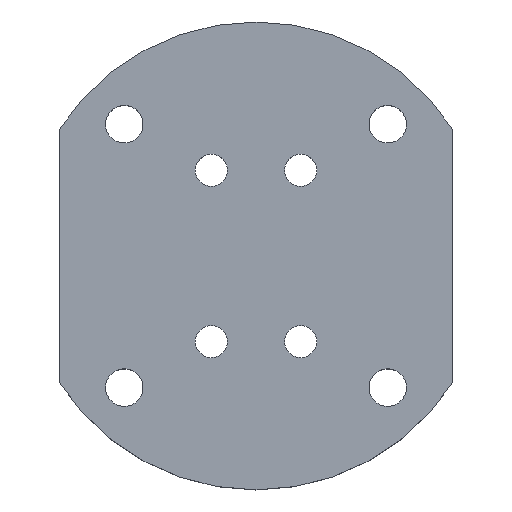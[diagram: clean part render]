
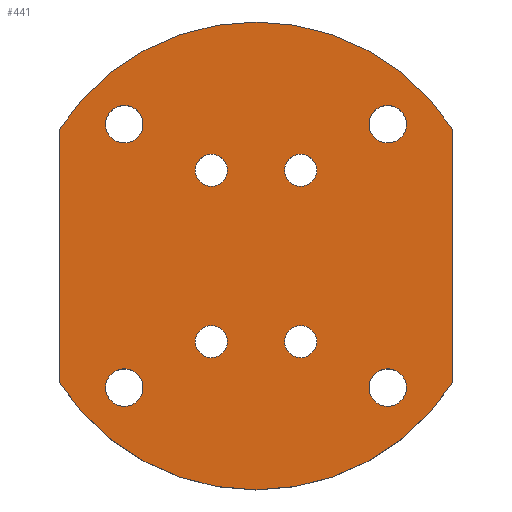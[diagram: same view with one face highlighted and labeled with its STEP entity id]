
A CAD part, top view. The second image highlights one B-rep face of the part: STEP entity #441.
In plain terms, the highlighted planar face has unit normal (0, 0, 1).
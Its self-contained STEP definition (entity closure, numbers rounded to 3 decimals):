
#15=FACE_BOUND('',#74,.T.);
#16=FACE_BOUND('',#75,.T.);
#17=FACE_BOUND('',#76,.T.);
#18=FACE_BOUND('',#77,.T.);
#19=FACE_BOUND('',#78,.T.);
#20=FACE_BOUND('',#79,.T.);
#21=FACE_BOUND('',#80,.T.);
#22=FACE_BOUND('',#81,.T.);
#35=PLANE('',#475);
#49=FACE_OUTER_BOUND('',#73,.T.);
#73=EDGE_LOOP('',(#325,#326,#327,#328));
#74=EDGE_LOOP('',(#329));
#75=EDGE_LOOP('',(#330));
#76=EDGE_LOOP('',(#331));
#77=EDGE_LOOP('',(#332));
#78=EDGE_LOOP('',(#333));
#79=EDGE_LOOP('',(#334));
#80=EDGE_LOOP('',(#335));
#81=EDGE_LOOP('',(#336));
#113=LINE('',#679,#145);
#117=LINE('',#688,#149);
#145=VECTOR('',#545,10.);
#149=VECTOR('',#551,10.);
#174=CIRCLE('',#463,2.15);
#176=CIRCLE('',#466,2.15);
#178=CIRCLE('',#469,2.15);
#180=CIRCLE('',#472,2.15);
#181=CIRCLE('',#476,31.4);
#182=CIRCLE('',#477,31.4);
#183=CIRCLE('',#478,2.518);
#184=CIRCLE('',#479,2.518);
#185=CIRCLE('',#480,2.518);
#186=CIRCLE('',#481,2.518);
#202=VERTEX_POINT('',#655);
#204=VERTEX_POINT('',#661);
#206=VERTEX_POINT('',#667);
#208=VERTEX_POINT('',#673);
#209=VERTEX_POINT('',#677);
#210=VERTEX_POINT('',#678);
#213=VERTEX_POINT('',#686);
#214=VERTEX_POINT('',#687);
#217=VERTEX_POINT('',#697);
#218=VERTEX_POINT('',#699);
#219=VERTEX_POINT('',#701);
#220=VERTEX_POINT('',#703);
#243=EDGE_CURVE('',#202,#202,#174,.T.);
#246=EDGE_CURVE('',#204,#204,#176,.T.);
#249=EDGE_CURVE('',#206,#206,#178,.T.);
#252=EDGE_CURVE('',#208,#208,#180,.T.);
#253=EDGE_CURVE('',#209,#210,#113,.T.);
#257=EDGE_CURVE('',#213,#214,#117,.T.);
#261=EDGE_CURVE('',#210,#213,#181,.T.);
#262=EDGE_CURVE('',#214,#209,#182,.T.);
#263=EDGE_CURVE('',#217,#217,#183,.T.);
#264=EDGE_CURVE('',#218,#218,#184,.T.);
#265=EDGE_CURVE('',#219,#219,#185,.T.);
#266=EDGE_CURVE('',#220,#220,#186,.T.);
#325=ORIENTED_EDGE('',*,*,#253,.T.);
#326=ORIENTED_EDGE('',*,*,#261,.T.);
#327=ORIENTED_EDGE('',*,*,#257,.T.);
#328=ORIENTED_EDGE('',*,*,#262,.T.);
#329=ORIENTED_EDGE('',*,*,#243,.T.);
#330=ORIENTED_EDGE('',*,*,#246,.T.);
#331=ORIENTED_EDGE('',*,*,#249,.T.);
#332=ORIENTED_EDGE('',*,*,#252,.T.);
#333=ORIENTED_EDGE('',*,*,#263,.T.);
#334=ORIENTED_EDGE('',*,*,#264,.T.);
#335=ORIENTED_EDGE('',*,*,#265,.T.);
#336=ORIENTED_EDGE('',*,*,#266,.T.);
#441=ADVANCED_FACE('',(#49,#15,#16,#17,#18,#19,#20,#21,#22),#35,.T.);
#463=AXIS2_PLACEMENT_3D('',#657,#520,#521);
#466=AXIS2_PLACEMENT_3D('',#663,#527,#528);
#469=AXIS2_PLACEMENT_3D('',#669,#534,#535);
#472=AXIS2_PLACEMENT_3D('',#675,#541,#542);
#475=AXIS2_PLACEMENT_3D('',#694,#555,#556);
#476=AXIS2_PLACEMENT_3D('',#695,#557,#558);
#477=AXIS2_PLACEMENT_3D('',#696,#559,#560);
#478=AXIS2_PLACEMENT_3D('',#698,#561,#562);
#479=AXIS2_PLACEMENT_3D('',#700,#563,#564);
#480=AXIS2_PLACEMENT_3D('',#702,#565,#566);
#481=AXIS2_PLACEMENT_3D('',#704,#567,#568);
#520=DIRECTION('center_axis',(0.,0.,-1.));
#521=DIRECTION('ref_axis',(1.,0.,0.));
#527=DIRECTION('center_axis',(0.,0.,-1.));
#528=DIRECTION('ref_axis',(1.,0.,0.));
#534=DIRECTION('center_axis',(0.,0.,-1.));
#535=DIRECTION('ref_axis',(1.,0.,0.));
#541=DIRECTION('center_axis',(0.,0.,-1.));
#542=DIRECTION('ref_axis',(1.,0.,0.));
#545=DIRECTION('',(0.,1.,0.));
#551=DIRECTION('',(0.,-1.,0.));
#555=DIRECTION('center_axis',(0.,0.,1.));
#556=DIRECTION('ref_axis',(0.707,-0.707,0.));
#557=DIRECTION('center_axis',(0.,0.,1.));
#558=DIRECTION('ref_axis',(0.707,-0.707,0.));
#559=DIRECTION('center_axis',(0.,0.,1.));
#560=DIRECTION('ref_axis',(0.707,-0.707,0.));
#561=DIRECTION('center_axis',(0.,0.,-1.));
#562=DIRECTION('ref_axis',(-0.707,0.707,0.));
#563=DIRECTION('center_axis',(0.,0.,-1.));
#564=DIRECTION('ref_axis',(-0.707,-0.707,0.));
#565=DIRECTION('center_axis',(0.,0.,-1.));
#566=DIRECTION('ref_axis',(0.707,-0.707,0.));
#567=DIRECTION('center_axis',(0.,0.,-1.));
#568=DIRECTION('ref_axis',(0.707,0.707,0.));
#655=CARTESIAN_POINT('',(-8.15,-11.5,10.));
#657=CARTESIAN_POINT('Origin',(-6.,-11.5,10.));
#661=CARTESIAN_POINT('',(3.85,11.5,10.));
#663=CARTESIAN_POINT('Origin',(6.,11.5,10.));
#667=CARTESIAN_POINT('',(3.85,-11.5,10.));
#669=CARTESIAN_POINT('Origin',(6.,-11.5,10.));
#673=CARTESIAN_POINT('',(-8.15,11.5,10.));
#675=CARTESIAN_POINT('Origin',(-6.,11.5,10.));
#677=CARTESIAN_POINT('',(26.4,-17.,10.));
#678=CARTESIAN_POINT('',(26.4,17.,10.));
#679=CARTESIAN_POINT('',(26.4,-8.5,10.));
#686=CARTESIAN_POINT('',(-26.4,17.,10.));
#687=CARTESIAN_POINT('',(-26.4,-17.,10.));
#688=CARTESIAN_POINT('',(-26.4,8.5,10.));
#694=CARTESIAN_POINT('Origin',(0.,0.,10.));
#695=CARTESIAN_POINT('Origin',(0.,0.,10.));
#696=CARTESIAN_POINT('Origin',(0.,0.,10.));
#697=CARTESIAN_POINT('',(19.458,15.898,10.));
#698=CARTESIAN_POINT('Origin',(17.678,17.678,10.));
#699=CARTESIAN_POINT('',(-15.898,19.458,10.));
#700=CARTESIAN_POINT('Origin',(-17.678,17.678,10.));
#701=CARTESIAN_POINT('',(-19.458,-15.898,10.));
#702=CARTESIAN_POINT('Origin',(-17.678,-17.678,10.));
#703=CARTESIAN_POINT('',(15.898,-19.458,10.));
#704=CARTESIAN_POINT('Origin',(17.678,-17.678,10.));
